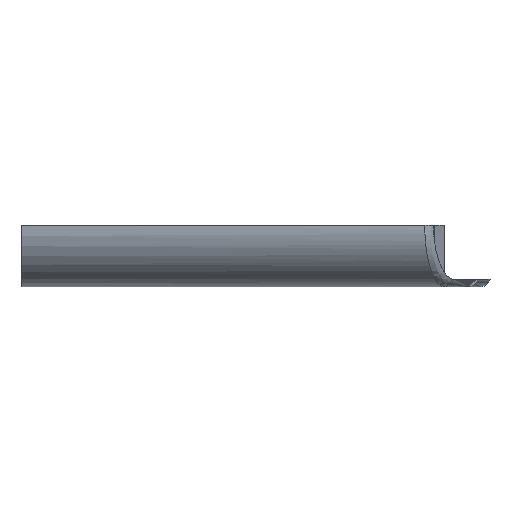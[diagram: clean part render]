
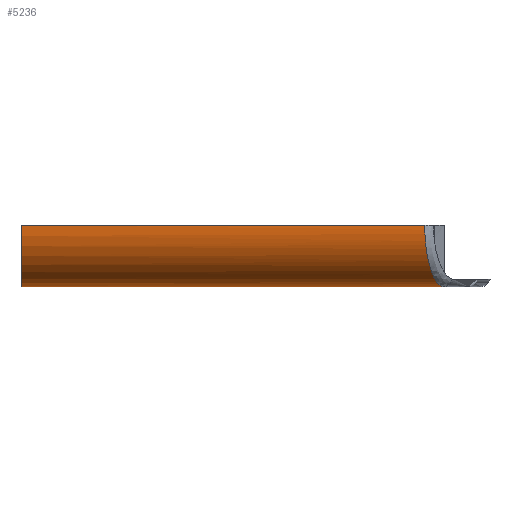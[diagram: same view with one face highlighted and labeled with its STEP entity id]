
A CAD part, left-side view. The second image highlights one B-rep face of the part: STEP entity #5236.
In plain terms, the highlighted cylindrical face has radius 12.7 mm (diameter 25.4 mm), a partial arc.
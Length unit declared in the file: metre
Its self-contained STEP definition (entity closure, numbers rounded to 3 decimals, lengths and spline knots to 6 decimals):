
#28=B_SPLINE_CURVE_WITH_KNOTS('',3,(#8131,#8132,#8133,#8134,#8135,#8136,
#8137),.UNSPECIFIED.,.F.,.F.,(4,1,1,1,4),(0.,0.004252,0.008504,
0.012756,0.017007),.UNSPECIFIED.);
#29=B_SPLINE_CURVE_WITH_KNOTS('',3,(#8139,#8140,#8141,#8142),
 .UNSPECIFIED.,.F.,.F.,(4,4),(0.,0.003262),.UNSPECIFIED.);
#49=CYLINDRICAL_SURFACE('',#5524,0.0127);
#76=CIRCLE('',#5525,0.0127);
#615=ORIENTED_EDGE('',*,*,#2123,.F.);
#616=ORIENTED_EDGE('',*,*,#2124,.T.);
#617=ORIENTED_EDGE('',*,*,#1762,.F.);
#618=ORIENTED_EDGE('',*,*,#2125,.T.);
#619=ORIENTED_EDGE('',*,*,#2126,.T.);
#1762=EDGE_CURVE('',#2515,#2516,#3018,.T.);
#2123=EDGE_CURVE('',#2875,#2876,#3372,.F.);
#2124=EDGE_CURVE('',#2875,#2516,#76,.T.);
#2125=EDGE_CURVE('',#2515,#2877,#28,.T.);
#2126=EDGE_CURVE('',#2877,#2876,#29,.T.);
#2515=VERTEX_POINT('',#7374);
#2516=VERTEX_POINT('',#7376);
#2875=VERTEX_POINT('',#8128);
#2876=VERTEX_POINT('',#8129);
#2877=VERTEX_POINT('',#8138);
#3018=LINE('',#7375,#3732);
#3372=LINE('',#8127,#4086);
#3732=VECTOR('',#5949,1.);
#4086=VECTOR('',#6317,1.);
#4409=EDGE_LOOP('',(#615,#616,#617,#618,#619));
#4741=FACE_BOUND('',#4409,.T.);
#5236=ADVANCED_FACE('',(#4741),#49,.T.);
#5524=AXIS2_PLACEMENT_3D('',#8126,#6315,#6316);
#5525=AXIS2_PLACEMENT_3D('',#8130,#6318,#6319);
#5949=DIRECTION('',(0.,1.,0.));
#6315=DIRECTION('',(0.,1.,0.));
#6316=DIRECTION('',(0.,0.,1.));
#6317=DIRECTION('',(0.,1.,0.));
#6318=DIRECTION('',(0.,-1.,0.));
#6319=DIRECTION('',(0.,0.,-1.));
#7374=CARTESIAN_POINT('',(-0.052388,-0.010975,-0.0127));
#7375=CARTESIAN_POINT('',(-0.052388,-0.021,-0.0127));
#7376=CARTESIAN_POINT('',(-0.052388,0.076,-0.0127));
#8126=CARTESIAN_POINT('',(-0.052388,-0.021,0.));
#8127=CARTESIAN_POINT('',(-0.065088,-0.021,0.));
#8128=CARTESIAN_POINT('',(-0.065088,0.076,0.));
#8129=CARTESIAN_POINT('',(-0.065088,-0.007173,0.));
#8130=CARTESIAN_POINT('',(-0.052388,0.076,0.));
#8131=CARTESIAN_POINT('',(-0.052388,-0.010975,-0.0127));
#8132=CARTESIAN_POINT('',(-0.053777,-0.010602,-0.0127));
#8133=CARTESIAN_POINT('',(-0.056497,-0.009844,-0.012251));
#8134=CARTESIAN_POINT('',(-0.060203,-0.008739,-0.010299));
#8135=CARTESIAN_POINT('',(-0.063109,-0.007822,-0.007233));
#8136=CARTESIAN_POINT('',(-0.064304,-0.007431,-0.004621));
#8137=CARTESIAN_POINT('',(-0.064669,-0.007311,-0.003233));
#8138=CARTESIAN_POINT('',(-0.064669,-0.007311,-0.003233));
#8139=CARTESIAN_POINT('',(-0.064669,-0.007311,-0.003233));
#8140=CARTESIAN_POINT('',(-0.064949,-0.007219,-0.002171));
#8141=CARTESIAN_POINT('',(-0.065088,-0.007173,-0.001093));
#8142=CARTESIAN_POINT('',(-0.065088,-0.007173,0.));
